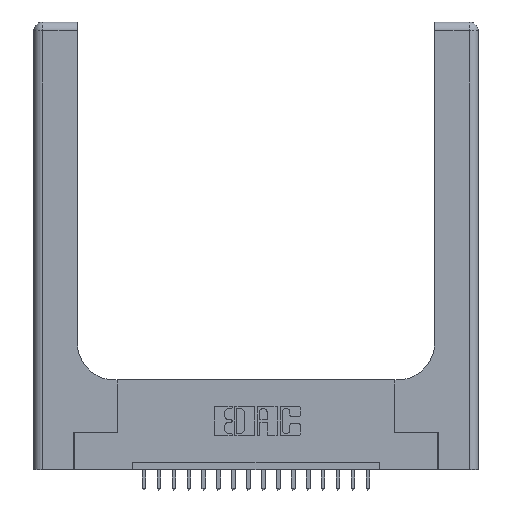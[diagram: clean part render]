
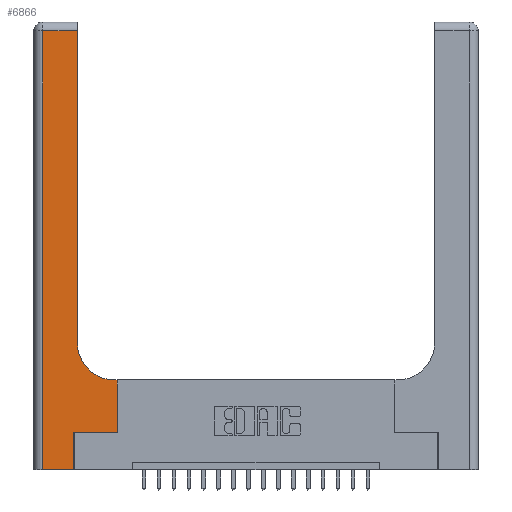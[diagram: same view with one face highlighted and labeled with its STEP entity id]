
A CAD part, top view. The second image highlights one B-rep face of the part: STEP entity #6866.
In plain terms, the highlighted planar face has unit normal (0, 0, 1).
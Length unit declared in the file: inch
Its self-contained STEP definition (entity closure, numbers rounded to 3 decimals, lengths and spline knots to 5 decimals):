
#433 = VERTEX_POINT ( 'NONE', #6297 ) ;
#488 = DIRECTION ( 'NONE',  ( 1., 0., 0. ) ) ;
#586 = EDGE_CURVE ( 'NONE', #5537, #433, #10165, .T. ) ;
#887 = EDGE_CURVE ( 'NONE', #433, #4321, #13865, .T. ) ;
#1850 = VECTOR ( 'NONE', #5517, 39.37008 ) ;
#1876 = ORIENTED_EDGE ( 'NONE', *, *, #13893, .T. ) ;
#1902 = CARTESIAN_POINT ( 'NONE',  ( 0.2915, 2.94, 0.37 ) ) ;
#2088 = VECTOR ( 'NONE', #3799, 39.37008 ) ;
#2155 = EDGE_CURVE ( 'NONE', #14636, #5537, #20118, .T. ) ;
#2240 = EDGE_CURVE ( 'NONE', #2297, #4580, #11111, .T. ) ;
#2297 = VERTEX_POINT ( 'NONE', #18941 ) ;
#2349 = CARTESIAN_POINT ( 'NONE',  ( 0.269, 0.25, 0.37 ) ) ;
#2425 = ORIENTED_EDGE ( 'NONE', *, *, #2240, .T. ) ;
#3780 = CARTESIAN_POINT ( 'NONE',  ( 0.269, 0., 0.37 ) ) ;
#3799 = DIRECTION ( 'NONE',  ( 0., -1., 0. ) ) ;
#3866 = CARTESIAN_POINT ( 'NONE',  ( 0., 0., 0.37 ) ) ;
#4218 = CARTESIAN_POINT ( 'NONE',  ( 0., 2.94, 0.37 ) ) ;
#4321 = VERTEX_POINT ( 'NONE', #7248 ) ;
#4345 = CARTESIAN_POINT ( 'NONE',  ( 0.2915, 0.6, 0.37 ) ) ;
#4350 = EDGE_CURVE ( 'NONE', #6941, #5259, #6992, .T. ) ;
#4580 = VERTEX_POINT ( 'NONE', #1902 ) ;
#4735 = FACE_OUTER_BOUND ( 'NONE', #16813, .T. ) ;
#4828 = CARTESIAN_POINT ( 'NONE',  ( 0.5585, 0.25, 0.37 ) ) ;
#4840 = DIRECTION ( 'NONE',  ( -1., 0., 0. ) ) ;
#5259 = VERTEX_POINT ( 'NONE', #16022 ) ;
#5314 = LINE ( 'NONE', #4218, #20158 ) ;
#5517 = DIRECTION ( 'NONE',  ( 0., 1., 0. ) ) ;
#5537 = VERTEX_POINT ( 'NONE', #15370 ) ;
#6234 = ORIENTED_EDGE ( 'NONE', *, *, #16128, .T. ) ;
#6297 = CARTESIAN_POINT ( 'NONE',  ( 0.269, 0., 0.37 ) ) ;
#6333 = LINE ( 'NONE', #2349, #16853 ) ;
#6374 = PLANE ( 'NONE',  #12839 ) ;
#6484 = CARTESIAN_POINT ( 'NONE',  ( 0.5585, 0.6, 0.37 ) ) ;
#6835 = CARTESIAN_POINT ( 'NONE',  ( 0.06, 3., 0.37 ) ) ;
#6866 = ADVANCED_FACE ( 'NONE', ( #4735 ), #6374, .F. ) ;
#6941 = VERTEX_POINT ( 'NONE', #6484 ) ;
#6992 = LINE ( 'NONE', #4345, #19253 ) ;
#7248 = CARTESIAN_POINT ( 'NONE',  ( 0.269, 0.25, 0.37 ) ) ;
#7643 = VECTOR ( 'NONE', #12037, 39.37008 ) ;
#8470 = ORIENTED_EDGE ( 'NONE', *, *, #887, .T. ) ;
#8850 = VECTOR ( 'NONE', #12394, 39.37008 ) ;
#9257 = CIRCLE ( 'NONE', #19442, 0.25 ) ;
#9841 = ORIENTED_EDGE ( 'NONE', *, *, #2155, .T. ) ;
#10165 = LINE ( 'NONE', #3866, #7643 ) ;
#10476 = EDGE_CURVE ( 'NONE', #4321, #19810, #6333, .T. ) ;
#10621 = DIRECTION ( 'NONE',  ( -1., 0., 0. ) ) ;
#11051 = ORIENTED_EDGE ( 'NONE', *, *, #11594, .T. ) ;
#11111 = LINE ( 'NONE', #15082, #1850 ) ;
#11594 = EDGE_CURVE ( 'NONE', #4580, #14636, #5314, .T. ) ;
#12037 = DIRECTION ( 'NONE',  ( 1., 0., 0. ) ) ;
#12177 = ORIENTED_EDGE ( 'NONE', *, *, #586, .T. ) ;
#12394 = DIRECTION ( 'NONE',  ( 0., 1., 0. ) ) ;
#12839 = AXIS2_PLACEMENT_3D ( 'NONE', #12859, #17559, #4840 ) ;
#12859 = CARTESIAN_POINT ( 'NONE',  ( 0., 3., 0.37 ) ) ;
#13392 = DIRECTION ( 'NONE',  ( 0., 1., 0. ) ) ;
#13832 = LINE ( 'NONE', #17421, #8850 ) ;
#13865 = LINE ( 'NONE', #3780, #15110 ) ;
#13893 = EDGE_CURVE ( 'NONE', #19810, #6941, #13832, .T. ) ;
#14636 = VERTEX_POINT ( 'NONE', #17235 ) ;
#15082 = CARTESIAN_POINT ( 'NONE',  ( 0.2915, 3., 0.37 ) ) ;
#15110 = VECTOR ( 'NONE', #13392, 39.37008 ) ;
#15206 = DIRECTION ( 'NONE',  ( 1., 0., 0. ) ) ;
#15370 = CARTESIAN_POINT ( 'NONE',  ( 0.06, 0., 0.37 ) ) ;
#16022 = CARTESIAN_POINT ( 'NONE',  ( 0.5415, 0.6, 0.37 ) ) ;
#16128 = EDGE_CURVE ( 'NONE', #5259, #2297, #9257, .T. ) ;
#16581 = CARTESIAN_POINT ( 'NONE',  ( 0.5415, 0.85, 0.37 ) ) ;
#16813 = EDGE_LOOP ( 'NONE', ( #2425, #11051, #9841, #12177, #8470, #18478, #1876, #17163, #6234 ) ) ;
#16853 = VECTOR ( 'NONE', #15206, 39.37008 ) ;
#17163 = ORIENTED_EDGE ( 'NONE', *, *, #4350, .T. ) ;
#17235 = CARTESIAN_POINT ( 'NONE',  ( 0.06, 2.94, 0.37 ) ) ;
#17421 = CARTESIAN_POINT ( 'NONE',  ( 0.5585, 0.25, 0.37 ) ) ;
#17559 = DIRECTION ( 'NONE',  ( 0., 0., -1. ) ) ;
#17920 = DIRECTION ( 'NONE',  ( 0., 0., -1. ) ) ;
#18478 = ORIENTED_EDGE ( 'NONE', *, *, #10476, .T. ) ;
#18941 = CARTESIAN_POINT ( 'NONE',  ( 0.2915, 0.85, 0.37 ) ) ;
#19253 = VECTOR ( 'NONE', #10621, 39.37008 ) ;
#19442 = AXIS2_PLACEMENT_3D ( 'NONE', #16581, #17920, #488 ) ;
#19810 = VERTEX_POINT ( 'NONE', #4828 ) ;
#20118 = LINE ( 'NONE', #6835, #2088 ) ;
#20158 = VECTOR ( 'NONE', #20211, 39.37008 ) ;
#20211 = DIRECTION ( 'NONE',  ( -1., 0., 0. ) ) ;
